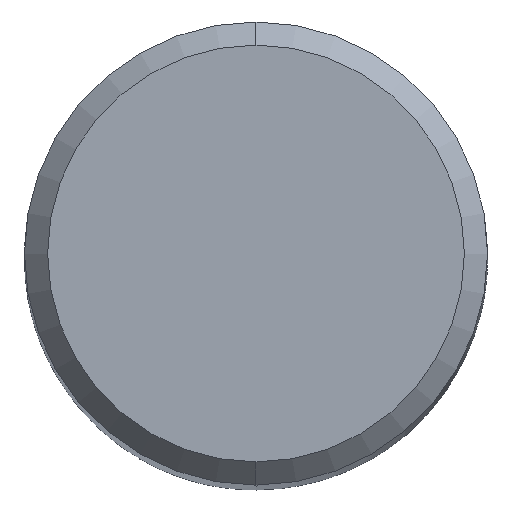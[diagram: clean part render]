
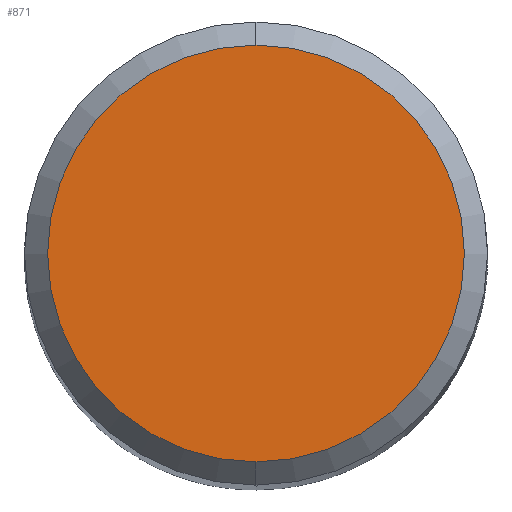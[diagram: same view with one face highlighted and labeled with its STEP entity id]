
A CAD part, top view. The second image highlights one B-rep face of the part: STEP entity #871.
In plain terms, the highlighted planar face has unit normal (0, 0, 1).
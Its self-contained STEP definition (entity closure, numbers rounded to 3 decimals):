
#777=EDGE_CURVE('',#1073,#1237,#1702,.T.);
#871=ADVANCED_FACE('',(#1806),#1807,.T.);
#1073=VERTEX_POINT('',#2030);
#1105=EDGE_CURVE('',#1237,#1073,#2063,.T.);
#1237=VERTEX_POINT('',#2200);
#1702=CIRCLE('',#3354,4.5);
#1806=FACE_OUTER_BOUND('',#3664,.T.);
#1807=PLANE('',#3665);
#2030=CARTESIAN_POINT('',(0.0,4.5,0.0));
#2063=CIRCLE('',#4439,4.5);
#2200=CARTESIAN_POINT('',(0.,-4.5,0.0));
#3354=AXIS2_PLACEMENT_3D('',#5424,#5425,#5426);
#3664=EDGE_LOOP('',(#5556,#5557));
#3665=AXIS2_PLACEMENT_3D('',#5558,#5559,#5560);
#4439=AXIS2_PLACEMENT_3D('',#5824,#5825,#5826);
#5424=CARTESIAN_POINT('',(0.0,0.0,0.0));
#5425=DIRECTION('',(0.0,0.0,-1.0));
#5426=DIRECTION('',(0.0,1.0,0.0));
#5556=ORIENTED_EDGE('',*,*,#777,.F.);
#5557=ORIENTED_EDGE('',*,*,#1105,.F.);
#5558=CARTESIAN_POINT('',(0.0,2.25,0.0));
#5559=DIRECTION('',(-0.0,0.0,1.0));
#5560=DIRECTION('',(0.0,-1.0,0.0));
#5824=CARTESIAN_POINT('',(0.0,0.0,0.0));
#5825=DIRECTION('',(0.0,0.0,-1.0));
#5826=DIRECTION('',(0.0,1.0,0.0));
